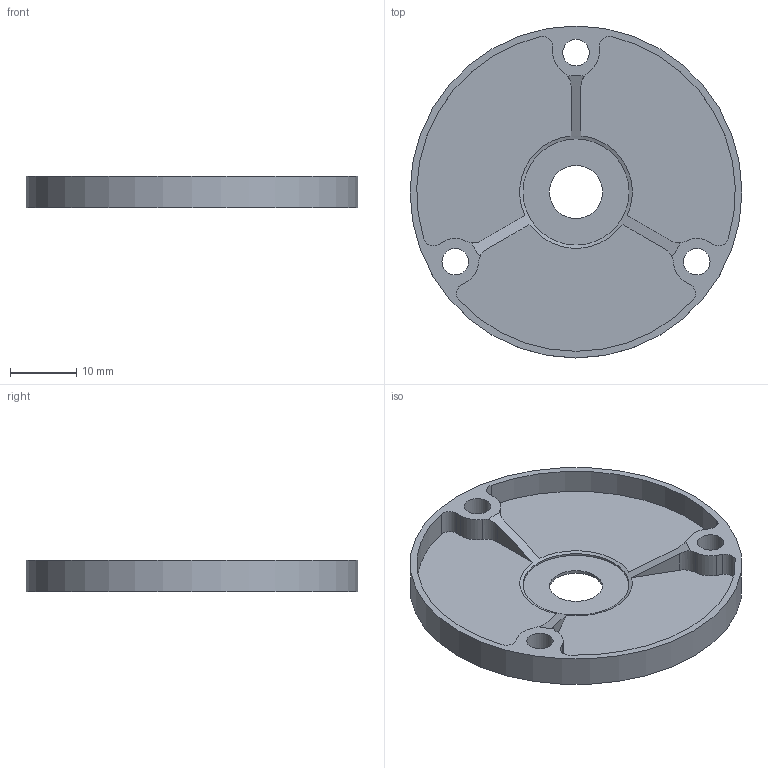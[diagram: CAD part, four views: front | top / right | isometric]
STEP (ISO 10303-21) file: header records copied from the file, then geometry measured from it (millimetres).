
FILE_DESCRIPTION(/* description */ (''),/* implementation_level */ '2;1');
FILE_NAME(/* name */ 'P403.step',/* time_stamp */ '2025-06-25T17:53:47+02:00',/* author */ (''),/* organization */ (''),/* preprocessor_version */ 'ST-DEVELOPER v20.1',/* originating_system */ 'Autodesk Translation Framework v14.10.0.0',/* authorisation */ '');
FILE_SCHEMA (('AUTOMOTIVE_DESIGN { 1 0 10303 214 3 1 1 }'));
Length unit declared in the file: millimetre
Products named in the file (1): P411
Bounding box: 50 x 50 x 4.7 mm (x, y, z)
Volume: 2768.6 mm3; surface area: 5417.9 mm2
Topology: 1 solids, 1 shells, 46 faces, 128 edges, 85 vertices
Faces by surface type: cylinder 27, plane 18, cone 1
Full cylindrical faces by diameter (mm): 4 x3, 8 x1, 16 x1, 50 x1
Entity records: 1591 total; most frequent: CARTESIAN_POINT 320, DIRECTION 271, ORIENTED_EDGE 256, EDGE_CURVE 128, AXIS2_PLACEMENT_3D 108, VERTEX_POINT 85, CIRCLE 61, EDGE_LOOP 55
